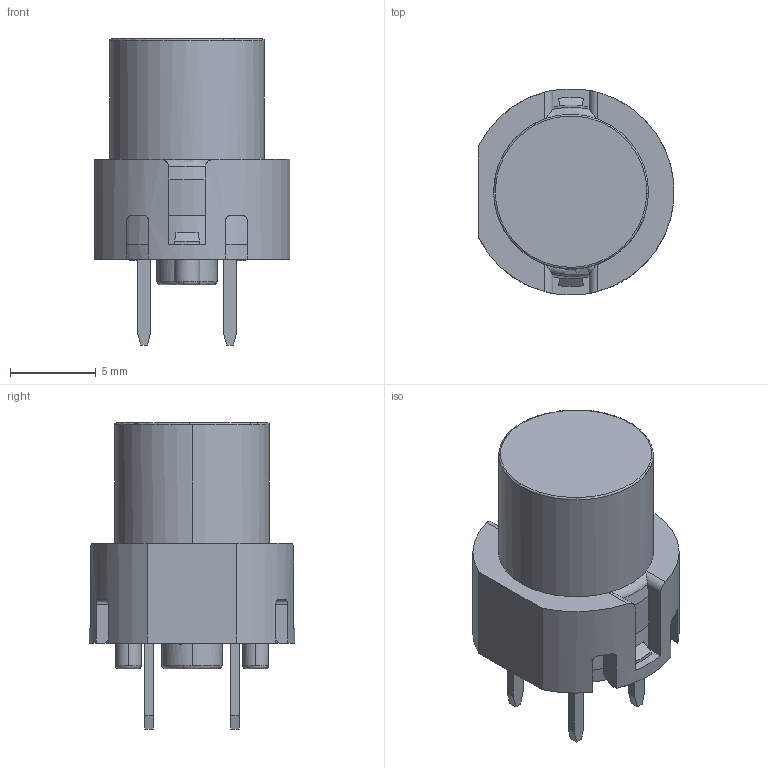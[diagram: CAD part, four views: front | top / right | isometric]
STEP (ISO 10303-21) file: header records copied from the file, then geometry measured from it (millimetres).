
FILE_DESCRIPTION((' '),'2;1');
FILE_NAME( 'SW-D6R00-F2-LFS.stp', '2022-08-30T15:50:38', (' '), ('--- Datakit www.datakit.com---'), ' Datakit CrossCadWare V2022.3 Jun 15 2022', 'DATAKIT 2022 (c)', ' ');
FILE_SCHEMA(('AP242_MANAGED_MODEL_BASED_3D_ENGINEERING_MIM_LF { 1 0 10303 442 1 1 4 }'));
Length unit declared in the file: millimetre
Products named in the file (1): SW-D6R00-F2-LFS
Bounding box: 11.38 x 11.98 x 17.8 mm (x, y, z)
Volume: 1070 mm3; surface area: 866.9 mm2
Topology: 1 solids, 1 shells, 137 faces, 383 edges, 250 vertices
Faces by surface type: plane 84, cylinder 31, torus 12, cone 10
Entity records: 7380 total; most frequent: CARTESIAN_POINT 3687, ORIENTED_EDGE 766, DIRECTION 699, EDGE_CURVE 383, VERTEX_POINT 250, VECTOR 237, LINE 237, AXIS2_PLACEMENT_3D 231
